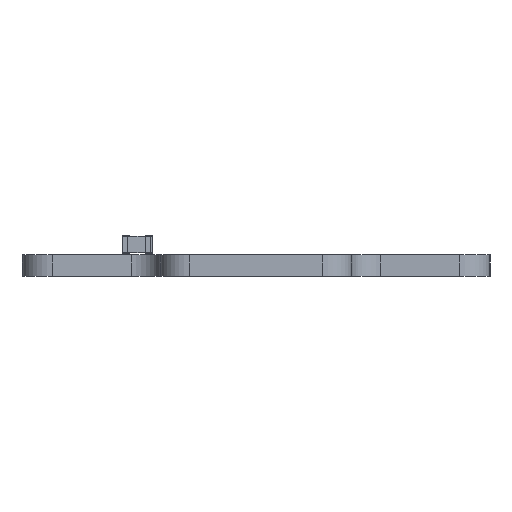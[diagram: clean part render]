
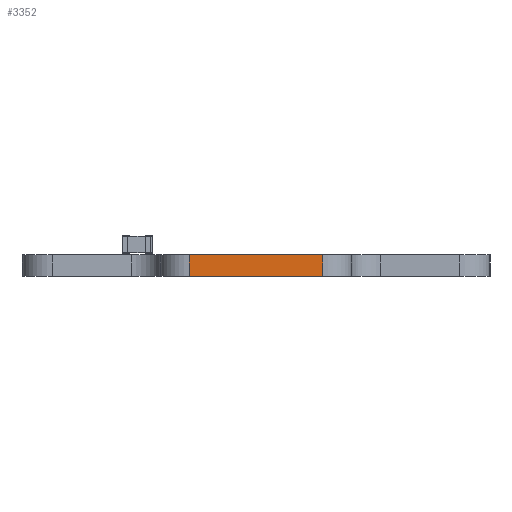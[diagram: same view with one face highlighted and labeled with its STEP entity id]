
A CAD part, left-side view. The second image highlights one B-rep face of the part: STEP entity #3352.
In plain terms, the highlighted planar face has unit normal (-1, 0, 0).
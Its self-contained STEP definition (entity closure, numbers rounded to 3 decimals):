
#1879 = VERTEX_POINT('',#1880);
#1880 = CARTESIAN_POINT('',(78.74,-108.6,0.));
#1887 = EDGE_CURVE('',#1888,#1879,#1890,.T.);
#1888 = VERTEX_POINT('',#1889);
#1889 = CARTESIAN_POINT('',(78.74,-117.9,0.));
#1890 = LINE('',#1891,#1892);
#1891 = CARTESIAN_POINT('',(78.74,-117.9,0.));
#1892 = VECTOR('',#1893,1.);
#1893 = DIRECTION('',(0.,1.,0.));
#2551 = VERTEX_POINT('',#2552);
#2552 = CARTESIAN_POINT('',(78.74,-108.6,1.51));
#2559 = EDGE_CURVE('',#2560,#2551,#2562,.T.);
#2560 = VERTEX_POINT('',#2561);
#2561 = CARTESIAN_POINT('',(78.74,-117.9,1.51));
#2562 = LINE('',#2563,#2564);
#2563 = CARTESIAN_POINT('',(78.74,-117.9,1.51));
#2564 = VECTOR('',#2565,1.);
#2565 = DIRECTION('',(0.,1.,0.));
#3322 = EDGE_CURVE('',#1879,#2551,#3323,.T.);
#3323 = LINE('',#3324,#3325);
#3324 = CARTESIAN_POINT('',(78.74,-108.6,0.));
#3325 = VECTOR('',#3326,1.);
#3326 = DIRECTION('',(0.,0.,1.));
#3352 = ADVANCED_FACE('',(#3353),#3364,.T.);
#3353 = FACE_BOUND('',#3354,.T.);
#3354 = EDGE_LOOP('',(#3355,#3361,#3362,#3363));
#3355 = ORIENTED_EDGE('',*,*,#3356,.T.);
#3356 = EDGE_CURVE('',#1888,#2560,#3357,.T.);
#3357 = LINE('',#3358,#3359);
#3358 = CARTESIAN_POINT('',(78.74,-117.9,0.));
#3359 = VECTOR('',#3360,1.);
#3360 = DIRECTION('',(0.,0.,1.));
#3361 = ORIENTED_EDGE('',*,*,#2559,.T.);
#3362 = ORIENTED_EDGE('',*,*,#3322,.F.);
#3363 = ORIENTED_EDGE('',*,*,#1887,.F.);
#3364 = PLANE('',#3365);
#3365 = AXIS2_PLACEMENT_3D('',#3366,#3367,#3368);
#3366 = CARTESIAN_POINT('',(78.74,-117.9,0.));
#3367 = DIRECTION('',(-1.,0.,0.));
#3368 = DIRECTION('',(0.,1.,0.));
